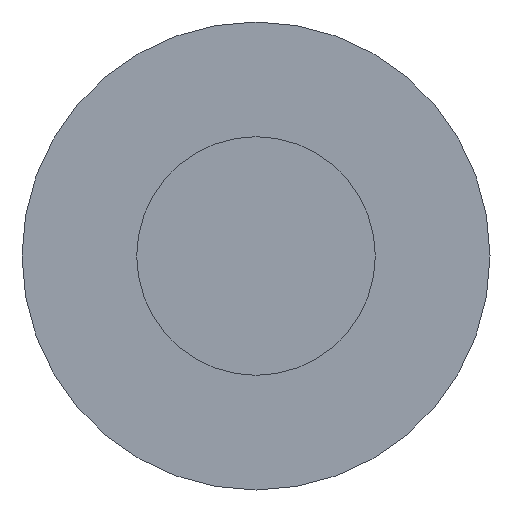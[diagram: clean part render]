
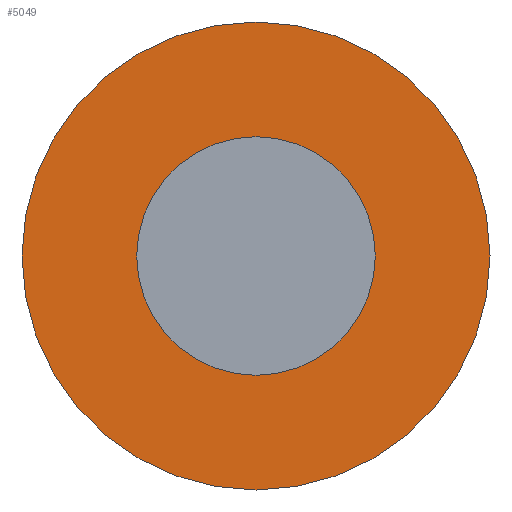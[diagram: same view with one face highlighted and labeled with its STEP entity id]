
A CAD part, front view. The second image highlights one B-rep face of the part: STEP entity #5049.
In plain terms, the highlighted planar face has unit normal (0, -1, 0).
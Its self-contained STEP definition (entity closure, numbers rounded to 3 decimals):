
#1119 = ORIENTED_EDGE ( 'NONE', *, *, #1841, .F. ) ;
#1218 = AXIS2_PLACEMENT_3D ( 'NONE', #14195, #11208, #8489 ) ;
#1250 = CARTESIAN_POINT ( 'NONE',  ( 0., -70.35, 13. ) ) ;
#1841 = EDGE_CURVE ( 'NONE', #16499, #15362, #2956, .T. ) ;
#2713 = AXIS2_PLACEMENT_3D ( 'NONE', #3002, #4362, #12759 ) ;
#2956 = CIRCLE ( 'NONE', #1218, 25.5 ) ;
#3002 = CARTESIAN_POINT ( 'NONE',  ( 0., -70.35, 0. ) ) ;
#3471 = ORIENTED_EDGE ( 'NONE', *, *, #10072, .F. ) ;
#3536 = DIRECTION ( 'NONE',  ( 0., -1., 0. ) ) ;
#3584 = FACE_BOUND ( 'NONE', #4640, .T. ) ;
#3720 = VERTEX_POINT ( 'NONE', #1250 ) ;
#4283 = EDGE_CURVE ( 'NONE', #6675, #3720, #9890, .T. ) ;
#4362 = DIRECTION ( 'NONE',  ( 0., -1., 0. ) ) ;
#4640 = EDGE_LOOP ( 'NONE', ( #3471, #8473 ) ) ;
#5049 = ADVANCED_FACE ( 'NONE', ( #3584, #10709 ), #9084, .F. ) ;
#6675 = VERTEX_POINT ( 'NONE', #14169 ) ;
#7327 = AXIS2_PLACEMENT_3D ( 'NONE', #12845, #12935, #8496 ) ;
#7878 = AXIS2_PLACEMENT_3D ( 'NONE', #16321, #16233, #13247 ) ;
#8473 = ORIENTED_EDGE ( 'NONE', *, *, #4283, .F. ) ;
#8489 = DIRECTION ( 'NONE',  ( 0., 0., 1. ) ) ;
#8496 = DIRECTION ( 'NONE',  ( 0., 0., 1. ) ) ;
#9037 = DIRECTION ( 'NONE',  ( 0., 0., -1. ) ) ;
#9084 = PLANE ( 'NONE',  #7878 ) ;
#9746 = ORIENTED_EDGE ( 'NONE', *, *, #15127, .F. ) ;
#9890 = CIRCLE ( 'NONE', #11053, 13. ) ;
#10072 = EDGE_CURVE ( 'NONE', #3720, #6675, #17726, .T. ) ;
#10709 = FACE_OUTER_BOUND ( 'NONE', #14691, .T. ) ;
#11053 = AXIS2_PLACEMENT_3D ( 'NONE', #15926, #3536, #9037 ) ;
#11208 = DIRECTION ( 'NONE',  ( 0., 1., 0. ) ) ;
#12759 = DIRECTION ( 'NONE',  ( 0., 0., -1. ) ) ;
#12845 = CARTESIAN_POINT ( 'NONE',  ( 0., -70.35, 0. ) ) ;
#12935 = DIRECTION ( 'NONE',  ( 0., 1., 0. ) ) ;
#13093 = CIRCLE ( 'NONE', #7327, 25.5 ) ;
#13247 = DIRECTION ( 'NONE',  ( 0., 0., 1. ) ) ;
#13783 = CARTESIAN_POINT ( 'NONE',  ( 0., -70.35, 25.5 ) ) ;
#14169 = CARTESIAN_POINT ( 'NONE',  ( 0., -70.35, -13. ) ) ;
#14195 = CARTESIAN_POINT ( 'NONE',  ( 0., -70.35, 0. ) ) ;
#14691 = EDGE_LOOP ( 'NONE', ( #1119, #9746 ) ) ;
#15111 = CARTESIAN_POINT ( 'NONE',  ( 0., -70.35, -25.5 ) ) ;
#15127 = EDGE_CURVE ( 'NONE', #15362, #16499, #13093, .T. ) ;
#15362 = VERTEX_POINT ( 'NONE', #15111 ) ;
#15926 = CARTESIAN_POINT ( 'NONE',  ( 0., -70.35, 0. ) ) ;
#16233 = DIRECTION ( 'NONE',  ( 0., 1., 0. ) ) ;
#16321 = CARTESIAN_POINT ( 'NONE',  ( 0., -70.35, 0. ) ) ;
#16499 = VERTEX_POINT ( 'NONE', #13783 ) ;
#17726 = CIRCLE ( 'NONE', #2713, 13. ) ;
